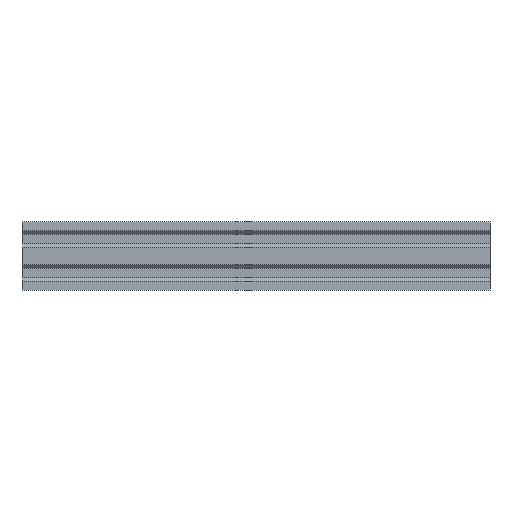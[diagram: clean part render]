
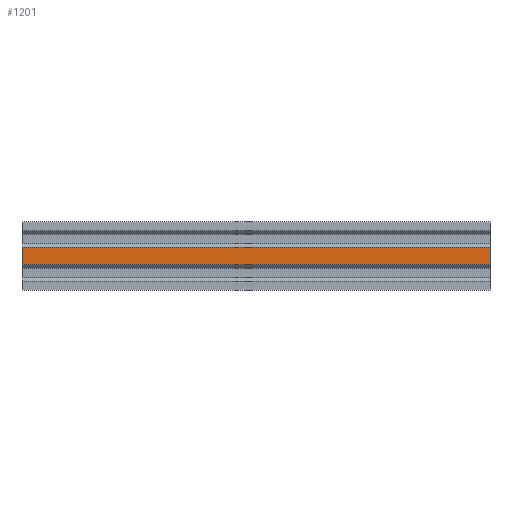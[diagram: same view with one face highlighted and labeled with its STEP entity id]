
A CAD part, left-side view. The second image highlights one B-rep face of the part: STEP entity #1201.
In plain terms, the highlighted planar face has unit normal (-1, 0, 0).
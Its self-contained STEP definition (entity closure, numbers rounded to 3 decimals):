
#13 = LINE ( 'NONE', #801, #933 ) ;
#32 = ORIENTED_EDGE ( 'NONE', *, *, #1757, .T. ) ;
#76 = VECTOR ( 'NONE', #1899, 1000. ) ;
#224 = ORIENTED_EDGE ( 'NONE', *, *, #1217, .F. ) ;
#395 = PLANE ( 'NONE',  #2195 ) ;
#579 = DIRECTION ( 'NONE',  ( 1., 0., 0. ) ) ;
#604 = EDGE_LOOP ( 'NONE', ( #224, #1594, #1233, #32 ) ) ;
#727 = LINE ( 'NONE', #1926, #2178 ) ;
#801 = CARTESIAN_POINT ( 'NONE',  ( -20., 275., -40. ) ) ;
#933 = VECTOR ( 'NONE', #1226, 1000. ) ;
#1045 = DIRECTION ( 'NONE',  ( 0., 0., -1. ) ) ;
#1201 = ADVANCED_FACE ( 'NONE', ( #2213 ), #395, .F. ) ;
#1217 = EDGE_CURVE ( 'NONE', #1647, #2283, #13, .T. ) ;
#1226 = DIRECTION ( 'NONE',  ( 0., 0., 1. ) ) ;
#1233 = ORIENTED_EDGE ( 'NONE', *, *, #2617, .T. ) ;
#1283 = VERTEX_POINT ( 'NONE', #1740 ) ;
#1374 = CARTESIAN_POINT ( 'NONE',  ( -20., 275., -14.95 ) ) ;
#1501 = VECTOR ( 'NONE', #2482, 1000. ) ;
#1594 = ORIENTED_EDGE ( 'NONE', *, *, #1980, .F. ) ;
#1647 = VERTEX_POINT ( 'NONE', #2047 ) ;
#1688 = VERTEX_POINT ( 'NONE', #2225 ) ;
#1740 = CARTESIAN_POINT ( 'NONE',  ( -20., 0., -25.05 ) ) ;
#1757 = EDGE_CURVE ( 'NONE', #1688, #2283, #2638, .T. ) ;
#1872 = CARTESIAN_POINT ( 'NONE',  ( -20., 275., -40. ) ) ;
#1899 = DIRECTION ( 'NONE',  ( 0., 1., 0. ) ) ;
#1926 = CARTESIAN_POINT ( 'NONE',  ( -20., 0., -40. ) ) ;
#1980 = EDGE_CURVE ( 'NONE', #1283, #1647, #2378, .T. ) ;
#2047 = CARTESIAN_POINT ( 'NONE',  ( -20., 275., -25.05 ) ) ;
#2076 = CARTESIAN_POINT ( 'NONE',  ( -20., -75., -14.95 ) ) ;
#2178 = VECTOR ( 'NONE', #2364, 1000. ) ;
#2195 = AXIS2_PLACEMENT_3D ( 'NONE', #1872, #579, #1045 ) ;
#2213 = FACE_OUTER_BOUND ( 'NONE', #604, .T. ) ;
#2225 = CARTESIAN_POINT ( 'NONE',  ( -20., 0., -14.95 ) ) ;
#2283 = VERTEX_POINT ( 'NONE', #1374 ) ;
#2364 = DIRECTION ( 'NONE',  ( 0., 0., 1. ) ) ;
#2378 = LINE ( 'NONE', #2558, #76 ) ;
#2482 = DIRECTION ( 'NONE',  ( 0., 1., 0. ) ) ;
#2558 = CARTESIAN_POINT ( 'NONE',  ( -20., -75., -25.05 ) ) ;
#2617 = EDGE_CURVE ( 'NONE', #1283, #1688, #727, .T. ) ;
#2638 = LINE ( 'NONE', #2076, #1501 ) ;
